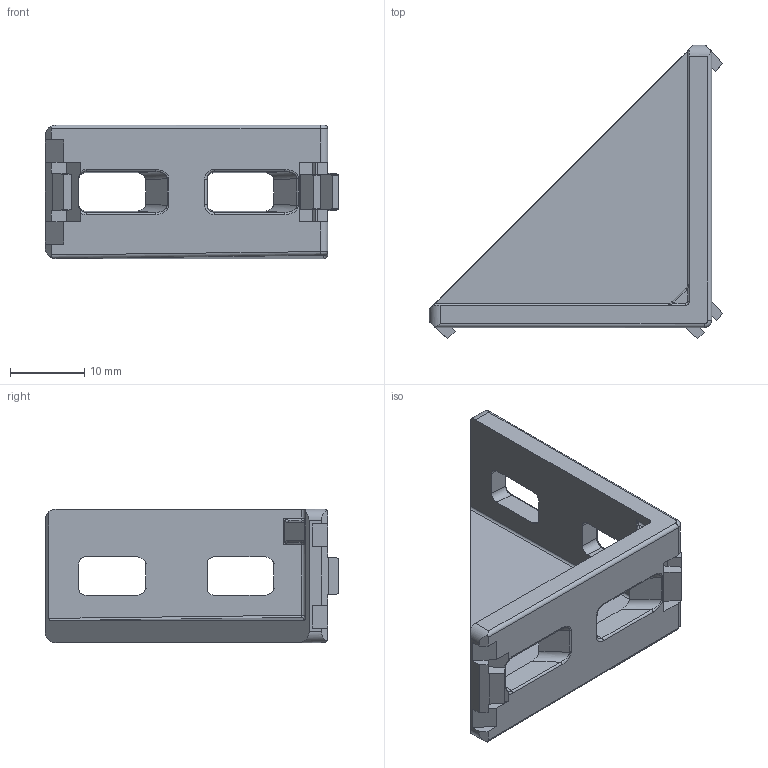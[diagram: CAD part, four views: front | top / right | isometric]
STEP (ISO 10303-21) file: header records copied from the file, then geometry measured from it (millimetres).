
FILE_DESCRIPTION(('STEP AP214'),'1');
FILE_NAME('fath_093w202n05.stp','2017-08-10T18:25:34',('TraceParts'),('TraceParts S.A.'),'Spatial InterOp 3D',' ',' ');
FILE_SCHEMA(('automotive_design'));
Length unit declared in the file: millimetre
Products named in the file (1): fath_093w202n05
Bounding box: 39.5 x 39.5 x 18 mm (x, y, z)
Volume: 4909.4 mm3; surface area: 4265.3 mm2
Topology: 1 solids, 1 shells, 169 faces, 451 edges, 280 vertices
Faces by surface type: plane 82, cylinder 54, bspline 30, torus 3
Entity records: 7025 total; most frequent: CARTESIAN_POINT 1847, ORIENTED_EDGE 894, DIRECTION 682, EDGE_CURVE 447, VERTEX_POINT 280, LINE 280, VECTOR 280, AXIS2_PLACEMENT_3D 201
